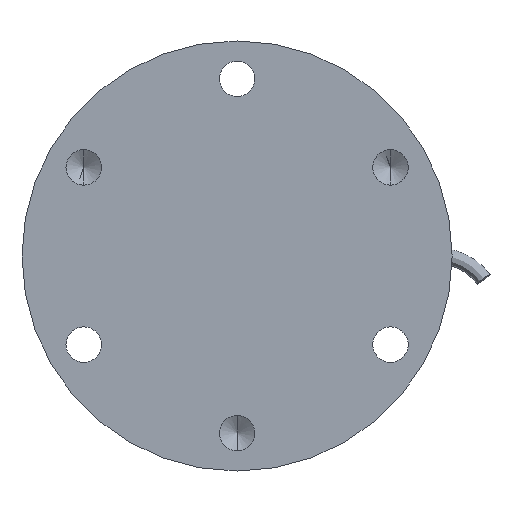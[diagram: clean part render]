
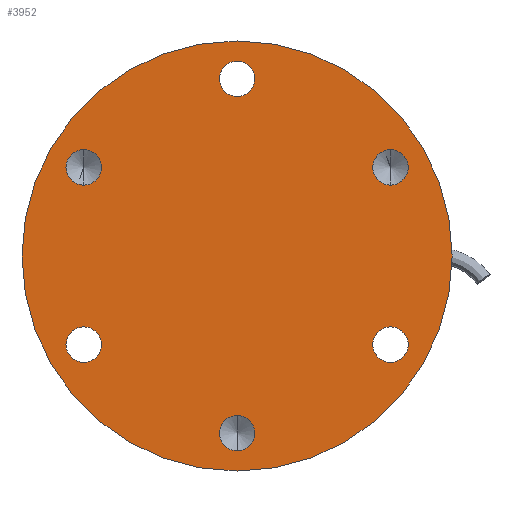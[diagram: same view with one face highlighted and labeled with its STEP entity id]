
A CAD part, front view. The second image highlights one B-rep face of the part: STEP entity #3952.
In plain terms, the highlighted planar face has unit normal (0, -1, 0).
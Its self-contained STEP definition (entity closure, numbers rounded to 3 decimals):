
#68 = EDGE_CURVE ( 'NONE', #5582, #832, #2945, .T. ) ;
#110 = EDGE_CURVE ( 'NONE', #3141, #3589, #4687, .T. ) ;
#148 = VERTEX_POINT ( 'NONE', #2173 ) ;
#150 = FACE_BOUND ( 'NONE', #6161, .T. ) ;
#209 = EDGE_CURVE ( 'NONE', #6090, #3325, #4226, .T. ) ;
#229 = PLANE ( 'NONE',  #5912 ) ;
#242 = CARTESIAN_POINT ( 'NONE',  ( -60.622, -12., -42. ) ) ;
#265 = DIRECTION ( 'NONE',  ( 0., 0., -1. ) ) ;
#374 = DIRECTION ( 'NONE',  ( 0., 0., -1. ) ) ;
#409 = AXIS2_PLACEMENT_3D ( 'NONE', #4396, #1488, #4293 ) ;
#684 = VERTEX_POINT ( 'NONE', #242 ) ;
#803 = ORIENTED_EDGE ( 'NONE', *, *, #5955, .F. ) ;
#807 = EDGE_CURVE ( 'NONE', #3325, #6090, #7109, .T. ) ;
#808 = DIRECTION ( 'NONE',  ( 0., 0., -1. ) ) ;
#828 = ORIENTED_EDGE ( 'NONE', *, *, #6810, .F. ) ;
#832 = VERTEX_POINT ( 'NONE', #4252 ) ;
#840 = FACE_BOUND ( 'NONE', #2327, .T. ) ;
#844 = CARTESIAN_POINT ( 'NONE',  ( -60.622, -12., 42. ) ) ;
#930 = CARTESIAN_POINT ( 'NONE',  ( 60.622, -12., 35. ) ) ;
#993 = CARTESIAN_POINT ( 'NONE',  ( 0., -12., 70. ) ) ;
#1008 = CIRCLE ( 'NONE', #6895, 7. ) ;
#1138 = VERTEX_POINT ( 'NONE', #1200 ) ;
#1200 = CARTESIAN_POINT ( 'NONE',  ( -60.622, -12., 28. ) ) ;
#1203 = EDGE_LOOP ( 'NONE', ( #3732, #3279 ) ) ;
#1209 = CIRCLE ( 'NONE', #3992, 7. ) ;
#1223 = AXIS2_PLACEMENT_3D ( 'NONE', #5356, #3601, #5791 ) ;
#1323 = EDGE_CURVE ( 'NONE', #4861, #5240, #4257, .T. ) ;
#1334 = EDGE_LOOP ( 'NONE', ( #3449, #2214 ) ) ;
#1341 = DIRECTION ( 'NONE',  ( 0., -1., 0. ) ) ;
#1357 = AXIS2_PLACEMENT_3D ( 'NONE', #3570, #5210, #265 ) ;
#1428 = DIRECTION ( 'NONE',  ( 0., -1., 0. ) ) ;
#1450 = CIRCLE ( 'NONE', #409, 7. ) ;
#1471 = CARTESIAN_POINT ( 'NONE',  ( 60.622, -12., 42. ) ) ;
#1488 = DIRECTION ( 'NONE',  ( 0., -1., 0. ) ) ;
#1557 = CARTESIAN_POINT ( 'NONE',  ( 0., -12., -77. ) ) ;
#1587 = VERTEX_POINT ( 'NONE', #3073 ) ;
#1651 = CARTESIAN_POINT ( 'NONE',  ( 60.622, -12., -35. ) ) ;
#1704 = CIRCLE ( 'NONE', #1357, 7. ) ;
#1717 = CARTESIAN_POINT ( 'NONE',  ( 60.622, -12., -42. ) ) ;
#1762 = CIRCLE ( 'NONE', #5233, 7. ) ;
#1811 = DIRECTION ( 'NONE',  ( 0., -1., 0. ) ) ;
#1885 = ORIENTED_EDGE ( 'NONE', *, *, #5708, .F. ) ;
#1888 = FACE_BOUND ( 'NONE', #2970, .T. ) ;
#1914 = AXIS2_PLACEMENT_3D ( 'NONE', #6025, #3877, #6642 ) ;
#1916 = ORIENTED_EDGE ( 'NONE', *, *, #209, .F. ) ;
#1950 = VERTEX_POINT ( 'NONE', #4862 ) ;
#1975 = DIRECTION ( 'NONE',  ( 0., 0., -1. ) ) ;
#2047 = CIRCLE ( 'NONE', #5499, 85. ) ;
#2173 = CARTESIAN_POINT ( 'NONE',  ( 0., -12., -85. ) ) ;
#2178 = CARTESIAN_POINT ( 'NONE',  ( 0., -12., 0. ) ) ;
#2214 = ORIENTED_EDGE ( 'NONE', *, *, #68, .F. ) ;
#2280 = DIRECTION ( 'NONE',  ( 0., 0., -1. ) ) ;
#2327 = EDGE_LOOP ( 'NONE', ( #1916, #7001 ) ) ;
#2358 = FACE_BOUND ( 'NONE', #4481, .T. ) ;
#2399 = DIRECTION ( 'NONE',  ( 0., 0., -1. ) ) ;
#2431 = CARTESIAN_POINT ( 'NONE',  ( -60.622, -12., -35. ) ) ;
#2545 = DIRECTION ( 'NONE',  ( 0., -1., 0. ) ) ;
#2555 = CARTESIAN_POINT ( 'NONE',  ( 60.622, -12., 28. ) ) ;
#2609 = AXIS2_PLACEMENT_3D ( 'NONE', #3029, #3618, #4048 ) ;
#2624 = ORIENTED_EDGE ( 'NONE', *, *, #110, .F. ) ;
#2876 = CARTESIAN_POINT ( 'NONE',  ( 0., -12., 63. ) ) ;
#2928 = AXIS2_PLACEMENT_3D ( 'NONE', #2178, #3445, #4376 ) ;
#2945 = CIRCLE ( 'NONE', #1914, 7. ) ;
#2970 = EDGE_LOOP ( 'NONE', ( #803, #5687 ) ) ;
#2979 = FACE_BOUND ( 'NONE', #5962, .T. ) ;
#3029 = CARTESIAN_POINT ( 'NONE',  ( 0., -12., 70. ) ) ;
#3042 = CARTESIAN_POINT ( 'NONE',  ( 85., -12., 0. ) ) ;
#3073 = CARTESIAN_POINT ( 'NONE',  ( 0., -12., 85. ) ) ;
#3126 = DIRECTION ( 'NONE',  ( 0., 0., -1. ) ) ;
#3141 = VERTEX_POINT ( 'NONE', #2555 ) ;
#3279 = ORIENTED_EDGE ( 'NONE', *, *, #6680, .T. ) ;
#3325 = VERTEX_POINT ( 'NONE', #2876 ) ;
#3445 = DIRECTION ( 'NONE',  ( 0., -1., 0. ) ) ;
#3449 = ORIENTED_EDGE ( 'NONE', *, *, #6666, .F. ) ;
#3570 = CARTESIAN_POINT ( 'NONE',  ( -60.622, -12., 35. ) ) ;
#3589 = VERTEX_POINT ( 'NONE', #1471 ) ;
#3601 = DIRECTION ( 'NONE',  ( 0., -1., 0. ) ) ;
#3618 = DIRECTION ( 'NONE',  ( 0., -1., 0. ) ) ;
#3732 = ORIENTED_EDGE ( 'NONE', *, *, #5304, .T. ) ;
#3747 = CARTESIAN_POINT ( 'NONE',  ( 0., -12., -63. ) ) ;
#3751 = DIRECTION ( 'NONE',  ( 0., 0., -1. ) ) ;
#3877 = DIRECTION ( 'NONE',  ( 0., -1., 0. ) ) ;
#3952 = ADVANCED_FACE ( 'NONE', ( #2979, #150, #5179, #2358, #1888, #840, #5678 ), #229, .T. ) ;
#3982 = CIRCLE ( 'NONE', #2928, 85. ) ;
#3992 = AXIS2_PLACEMENT_3D ( 'NONE', #4486, #1811, #2399 ) ;
#4048 = DIRECTION ( 'NONE',  ( 0., 0., -1. ) ) ;
#4092 = DIRECTION ( 'NONE',  ( 0., -1., 0. ) ) ;
#4126 = ORIENTED_EDGE ( 'NONE', *, *, #5486, .F. ) ;
#4226 = CIRCLE ( 'NONE', #2609, 7. ) ;
#4252 = CARTESIAN_POINT ( 'NONE',  ( 60.622, -12., -28. ) ) ;
#4257 = CIRCLE ( 'NONE', #4940, 7. ) ;
#4293 = DIRECTION ( 'NONE',  ( 0., 0., -1. ) ) ;
#4371 = DIRECTION ( 'NONE',  ( 0., -1., 0. ) ) ;
#4376 = DIRECTION ( 'NONE',  ( 0., 0., -1. ) ) ;
#4396 = CARTESIAN_POINT ( 'NONE',  ( -60.622, -12., 35. ) ) ;
#4481 = EDGE_LOOP ( 'NONE', ( #828, #4126 ) ) ;
#4486 = CARTESIAN_POINT ( 'NONE',  ( 0., -12., -70. ) ) ;
#4551 = DIRECTION ( 'NONE',  ( 0., 0., -1. ) ) ;
#4687 = CIRCLE ( 'NONE', #4799, 7. ) ;
#4744 = EDGE_CURVE ( 'NONE', #3589, #3141, #1762, .T. ) ;
#4750 = CARTESIAN_POINT ( 'NONE',  ( 0., -12., -70. ) ) ;
#4799 = AXIS2_PLACEMENT_3D ( 'NONE', #6106, #4371, #2280 ) ;
#4861 = VERTEX_POINT ( 'NONE', #3747 ) ;
#4862 = CARTESIAN_POINT ( 'NONE',  ( -60.622, -12., -28. ) ) ;
#4940 = AXIS2_PLACEMENT_3D ( 'NONE', #4750, #6341, #3126 ) ;
#5179 = FACE_BOUND ( 'NONE', #1334, .T. ) ;
#5210 = DIRECTION ( 'NONE',  ( 0., -1., 0. ) ) ;
#5219 = ORIENTED_EDGE ( 'NONE', *, *, #4744, .F. ) ;
#5233 = AXIS2_PLACEMENT_3D ( 'NONE', #930, #1428, #6845 ) ;
#5240 = VERTEX_POINT ( 'NONE', #1557 ) ;
#5304 = EDGE_CURVE ( 'NONE', #148, #1587, #3982, .T. ) ;
#5356 = CARTESIAN_POINT ( 'NONE',  ( -60.622, -12., -35. ) ) ;
#5486 = EDGE_CURVE ( 'NONE', #684, #1950, #1008, .T. ) ;
#5499 = AXIS2_PLACEMENT_3D ( 'NONE', #6913, #2545, #1975 ) ;
#5556 = DIRECTION ( 'NONE',  ( 0., -1., 0. ) ) ;
#5582 = VERTEX_POINT ( 'NONE', #1717 ) ;
#5587 = ORIENTED_EDGE ( 'NONE', *, *, #6183, .F. ) ;
#5678 = FACE_OUTER_BOUND ( 'NONE', #1203, .T. ) ;
#5687 = ORIENTED_EDGE ( 'NONE', *, *, #1323, .F. ) ;
#5708 = EDGE_CURVE ( 'NONE', #6693, #1138, #1704, .T. ) ;
#5791 = DIRECTION ( 'NONE',  ( 0., 0., -1. ) ) ;
#5814 = CARTESIAN_POINT ( 'NONE',  ( 0., -12., 77. ) ) ;
#5839 = AXIS2_PLACEMENT_3D ( 'NONE', #1651, #5556, #374 ) ;
#5870 = DIRECTION ( 'NONE',  ( 0., -1., 0. ) ) ;
#5912 = AXIS2_PLACEMENT_3D ( 'NONE', #3042, #4092, #808 ) ;
#5955 = EDGE_CURVE ( 'NONE', #5240, #4861, #1209, .T. ) ;
#5961 = AXIS2_PLACEMENT_3D ( 'NONE', #993, #5870, #3751 ) ;
#5962 = EDGE_LOOP ( 'NONE', ( #5587, #1885 ) ) ;
#6025 = CARTESIAN_POINT ( 'NONE',  ( 60.622, -12., -35. ) ) ;
#6090 = VERTEX_POINT ( 'NONE', #5814 ) ;
#6106 = CARTESIAN_POINT ( 'NONE',  ( 60.622, -12., 35. ) ) ;
#6161 = EDGE_LOOP ( 'NONE', ( #2624, #5219 ) ) ;
#6183 = EDGE_CURVE ( 'NONE', #1138, #6693, #1450, .T. ) ;
#6341 = DIRECTION ( 'NONE',  ( 0., -1., 0. ) ) ;
#6640 = CIRCLE ( 'NONE', #1223, 7. ) ;
#6642 = DIRECTION ( 'NONE',  ( 0., 0., -1. ) ) ;
#6666 = EDGE_CURVE ( 'NONE', #832, #5582, #6758, .T. ) ;
#6680 = EDGE_CURVE ( 'NONE', #1587, #148, #2047, .T. ) ;
#6693 = VERTEX_POINT ( 'NONE', #844 ) ;
#6758 = CIRCLE ( 'NONE', #5839, 7. ) ;
#6810 = EDGE_CURVE ( 'NONE', #1950, #684, #6640, .T. ) ;
#6845 = DIRECTION ( 'NONE',  ( 0., 0., -1. ) ) ;
#6895 = AXIS2_PLACEMENT_3D ( 'NONE', #2431, #1341, #4551 ) ;
#6913 = CARTESIAN_POINT ( 'NONE',  ( 0., -12., 0. ) ) ;
#7001 = ORIENTED_EDGE ( 'NONE', *, *, #807, .F. ) ;
#7109 = CIRCLE ( 'NONE', #5961, 7. ) ;
